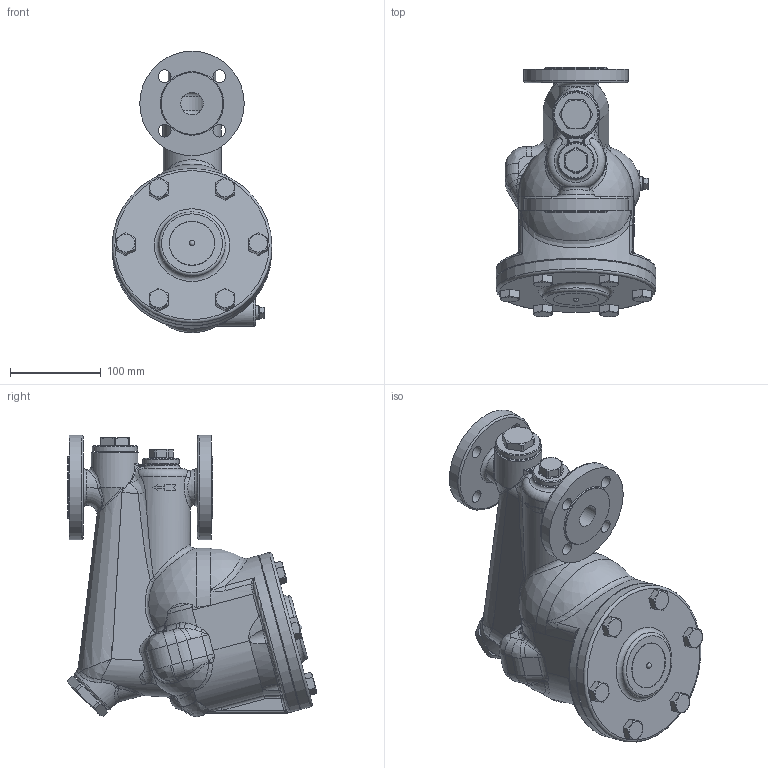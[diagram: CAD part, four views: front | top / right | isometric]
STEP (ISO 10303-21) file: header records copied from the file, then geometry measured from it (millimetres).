
FILE_DESCRIPTION((''),'2;1');
FILE_NAME('sj6nx-025-e0025-00.stp','2011-06-22T15:58:02',('sugie07'),(''),'Autodesk Inventor 2011','Autodesk Inventor 2011','');
FILE_SCHEMA(('AUTOMOTIVE_DESIGN { 1 0 10303 214 1 1 1 1 }'));
Length unit declared in the file: millimetre
Products named in the file (1): SJF6FNX_25A_rev2
Bounding box: 176 x 274.76 x 310.12 mm (x, y, z)
Volume: 4476747.3 mm3; surface area: 309760.1 mm2
Topology: 1 solids, 2 shells, 607 faces, 1484 edges, 900 vertices
Faces by surface type: plane 191, bspline 154, cylinder 140, cone 55, torus 53, sphere 14
Full cylindrical faces by diameter (mm): 14 x8, 15 x7, 16 x12, 22.2 x1, 25 x3, 30 x2, 38 x1, 40 x1, 42 x2, 50 x2, 50.5 x1, 52 x1, 56 x1, 68 x2, 115 x2, 123.2 x1, 176 x2
Entity records: 23340 total; most frequent: CARTESIAN_POINT 10670, ORIENTED_EDGE 2736, DIRECTION 2325, EDGE_CURVE 1368, AXIS2_PLACEMENT_3D 994, VERTEX_POINT 883, EDGE_LOOP 753, FACE_OUTER_BOUND 607
